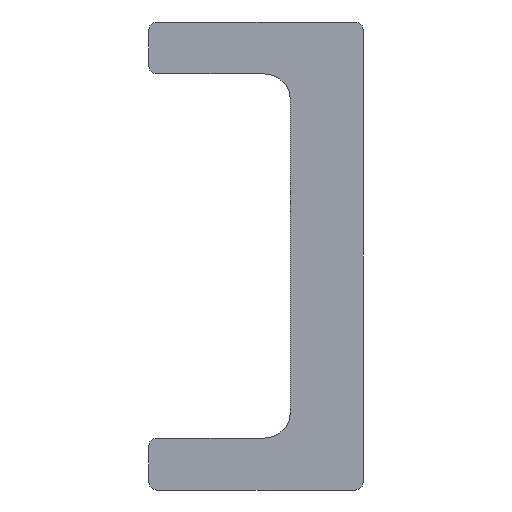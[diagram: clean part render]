
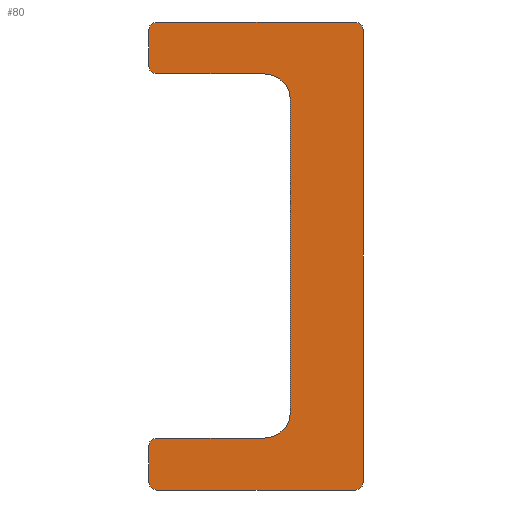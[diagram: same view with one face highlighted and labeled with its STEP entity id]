
A CAD part, front view. The second image highlights one B-rep face of the part: STEP entity #80.
In plain terms, the highlighted planar face has unit normal (0, -1, 0).
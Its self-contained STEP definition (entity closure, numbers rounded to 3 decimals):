
#80 = ADVANCED_FACE( '', ( #188 ), #189, .F. );
#188 = FACE_OUTER_BOUND( '', #349, .T. );
#189 = PLANE( '', #350 );
#349 = EDGE_LOOP( '', ( #531, #532, #533, #534, #535, #536, #537, #538, #539, #540, #541, #542, #543, #544, #545, #546 ) );
#350 = AXIS2_PLACEMENT_3D( '', #547, #548, #549 );
#531 = ORIENTED_EDGE( '', *, *, #811, .F. );
#532 = ORIENTED_EDGE( '', *, *, #794, .T. );
#533 = ORIENTED_EDGE( '', *, *, #812, .F. );
#534 = ORIENTED_EDGE( '', *, *, #813, .T. );
#535 = ORIENTED_EDGE( '', *, *, #814, .F. );
#536 = ORIENTED_EDGE( '', *, *, #815, .T. );
#537 = ORIENTED_EDGE( '', *, *, #784, .F. );
#538 = ORIENTED_EDGE( '', *, *, #816, .T. );
#539 = ORIENTED_EDGE( '', *, *, #817, .F. );
#540 = ORIENTED_EDGE( '', *, *, #818, .T. );
#541 = ORIENTED_EDGE( '', *, *, #819, .F. );
#542 = ORIENTED_EDGE( '', *, *, #820, .T. );
#543 = ORIENTED_EDGE( '', *, *, #821, .F. );
#544 = ORIENTED_EDGE( '', *, *, #822, .T. );
#545 = ORIENTED_EDGE( '', *, *, #802, .F. );
#546 = ORIENTED_EDGE( '', *, *, #823, .T. );
#547 = CARTESIAN_POINT( '', ( -4.125, 0., 9. ) );
#548 = DIRECTION( '', ( 0., 1., 0. ) );
#549 = DIRECTION( '', ( 0., 0., 1. ) );
#784 = EDGE_CURVE( '', #903, #905, #906, .T. );
#794 = EDGE_CURVE( '', #922, #920, #923, .F. );
#802 = EDGE_CURVE( '', #934, #936, #937, .T. );
#811 = EDGE_CURVE( '', #922, #950, #951, .T. );
#812 = EDGE_CURVE( '', #952, #920, #953, .T. );
#813 = EDGE_CURVE( '', #952, #954, #955, .F. );
#814 = EDGE_CURVE( '', #956, #954, #957, .T. );
#815 = EDGE_CURVE( '', #956, #905, #958, .F. );
#816 = EDGE_CURVE( '', #903, #959, #960, .T. );
#817 = EDGE_CURVE( '', #961, #959, #962, .T. );
#818 = EDGE_CURVE( '', #961, #963, #964, .T. );
#819 = EDGE_CURVE( '', #965, #963, #966, .T. );
#820 = EDGE_CURVE( '', #965, #967, #968, .F. );
#821 = EDGE_CURVE( '', #969, #967, #970, .T. );
#822 = EDGE_CURVE( '', #969, #936, #971, .F. );
#823 = EDGE_CURVE( '', #934, #950, #972, .F. );
#903 = VERTEX_POINT( '', #1082 );
#905 = VERTEX_POINT( '', #1085 );
#906 = LINE( '', #1086, #1087 );
#920 = VERTEX_POINT( '', #1102 );
#922 = VERTEX_POINT( '', #1105 );
#923 = CIRCLE( '', #1106, 0.3 );
#934 = VERTEX_POINT( '', #1119 );
#936 = VERTEX_POINT( '', #1122 );
#937 = LINE( '', #1123, #1124 );
#950 = VERTEX_POINT( '', #1138 );
#951 = LINE( '', #1139, #1140 );
#952 = VERTEX_POINT( '', #1141 );
#953 = LINE( '', #1142, #1143 );
#954 = VERTEX_POINT( '', #1144 );
#955 = CIRCLE( '', #1145, 0.3 );
#956 = VERTEX_POINT( '', #1146 );
#957 = LINE( '', #1147, #1148 );
#958 = CIRCLE( '', #1149, 0.3 );
#959 = VERTEX_POINT( '', #1150 );
#960 = CIRCLE( '', #1151, 1. );
#961 = VERTEX_POINT( '', #1152 );
#962 = LINE( '', #1153, #1154 );
#963 = VERTEX_POINT( '', #1155 );
#964 = CIRCLE( '', #1156, 1. );
#965 = VERTEX_POINT( '', #1157 );
#966 = LINE( '', #1158, #1159 );
#967 = VERTEX_POINT( '', #1160 );
#968 = CIRCLE( '', #1161, 0.3 );
#969 = VERTEX_POINT( '', #1162 );
#970 = LINE( '', #1163, #1164 );
#971 = CIRCLE( '', #1165, 0.3 );
#972 = CIRCLE( '', #1166, 0.3 );
#1082 = CARTESIAN_POINT( '', ( 0.325, 0., 7. ) );
#1085 = CARTESIAN_POINT( '', ( -3.825, 0., 7. ) );
#1086 = CARTESIAN_POINT( '', ( -4.125, 0., 7. ) );
#1087 = VECTOR( '', #1290, 1000. );
#1102 = CARTESIAN_POINT( '', ( 3.825, 0., 9. ) );
#1105 = CARTESIAN_POINT( '', ( 4.125, 0., 8.7 ) );
#1106 = AXIS2_PLACEMENT_3D( '', #1305, #1306, #1307 );
#1119 = CARTESIAN_POINT( '', ( 3.825, 0., -9. ) );
#1122 = CARTESIAN_POINT( '', ( -3.825, 0., -9. ) );
#1123 = CARTESIAN_POINT( '', ( 4.125, 0., -9. ) );
#1124 = VECTOR( '', #1317, 1000. );
#1138 = CARTESIAN_POINT( '', ( 4.125, 0., -8.7 ) );
#1139 = CARTESIAN_POINT( '', ( 4.125, 0., 9. ) );
#1140 = VECTOR( '', #1331, 1000. );
#1141 = CARTESIAN_POINT( '', ( -3.825, 0., 9. ) );
#1142 = CARTESIAN_POINT( '', ( -4.125, 0., 9. ) );
#1143 = VECTOR( '', #1332, 1000. );
#1144 = CARTESIAN_POINT( '', ( -4.125, 0., 8.7 ) );
#1145 = AXIS2_PLACEMENT_3D( '', #1333, #1334, #1335 );
#1146 = CARTESIAN_POINT( '', ( -4.125, 0., 7.3 ) );
#1147 = CARTESIAN_POINT( '', ( -4.125, 0., -9. ) );
#1148 = VECTOR( '', #1336, 1000. );
#1149 = AXIS2_PLACEMENT_3D( '', #1337, #1338, #1339 );
#1150 = CARTESIAN_POINT( '', ( 1.325, 0., 6. ) );
#1151 = AXIS2_PLACEMENT_3D( '', #1340, #1341, #1342 );
#1152 = CARTESIAN_POINT( '', ( 1.325, 0., -6. ) );
#1153 = CARTESIAN_POINT( '', ( 1.325, 0., 7. ) );
#1154 = VECTOR( '', #1343, 1000. );
#1155 = CARTESIAN_POINT( '', ( 0.325, 0., -7. ) );
#1156 = AXIS2_PLACEMENT_3D( '', #1344, #1345, #1346 );
#1157 = CARTESIAN_POINT( '', ( -3.825, 0., -7. ) );
#1158 = CARTESIAN_POINT( '', ( 1.325, 0., -7. ) );
#1159 = VECTOR( '', #1347, 1000. );
#1160 = CARTESIAN_POINT( '', ( -4.125, 0., -7.3 ) );
#1161 = AXIS2_PLACEMENT_3D( '', #1348, #1349, #1350 );
#1162 = CARTESIAN_POINT( '', ( -4.125, 0., -8.7 ) );
#1163 = CARTESIAN_POINT( '', ( -4.125, 0., -9. ) );
#1164 = VECTOR( '', #1351, 1000. );
#1165 = AXIS2_PLACEMENT_3D( '', #1352, #1353, #1354 );
#1166 = AXIS2_PLACEMENT_3D( '', #1355, #1356, #1357 );
#1290 = DIRECTION( '', ( -1., 0., 0. ) );
#1305 = CARTESIAN_POINT( '', ( 3.825, 0., 8.7 ) );
#1306 = DIRECTION( '', ( 0., 1., 0. ) );
#1307 = DIRECTION( '', ( 0., 0., 1. ) );
#1317 = DIRECTION( '', ( -1., 0., 0. ) );
#1331 = DIRECTION( '', ( 0., 0., -1. ) );
#1332 = DIRECTION( '', ( 1., 0., 0. ) );
#1333 = CARTESIAN_POINT( '', ( -3.825, 0., 8.7 ) );
#1334 = DIRECTION( '', ( 0., 1., 0. ) );
#1335 = DIRECTION( '', ( 0., 0., 1. ) );
#1336 = DIRECTION( '', ( 0., 0., 1. ) );
#1337 = CARTESIAN_POINT( '', ( -3.825, 0., 7.3 ) );
#1338 = DIRECTION( '', ( 0., 1., 0. ) );
#1339 = DIRECTION( '', ( 0., 0., 1. ) );
#1340 = CARTESIAN_POINT( '', ( 0.325, 0., 6. ) );
#1341 = DIRECTION( '', ( 0., 1., 0. ) );
#1342 = DIRECTION( '', ( 0., 0., 1. ) );
#1343 = DIRECTION( '', ( 0., 0., 1. ) );
#1344 = CARTESIAN_POINT( '', ( 0.325, 0., -6. ) );
#1345 = DIRECTION( '', ( 0., 1., 0. ) );
#1346 = DIRECTION( '', ( 0., 0., 1. ) );
#1347 = DIRECTION( '', ( 1., 0., 0. ) );
#1348 = CARTESIAN_POINT( '', ( -3.825, 0., -7.3 ) );
#1349 = DIRECTION( '', ( 0., 1., 0. ) );
#1350 = DIRECTION( '', ( 0., 0., 1. ) );
#1351 = DIRECTION( '', ( 0., 0., 1. ) );
#1352 = CARTESIAN_POINT( '', ( -3.825, 0., -8.7 ) );
#1353 = DIRECTION( '', ( 0., 1., 0. ) );
#1354 = DIRECTION( '', ( 0., 0., 1. ) );
#1355 = CARTESIAN_POINT( '', ( 3.825, 0., -8.7 ) );
#1356 = DIRECTION( '', ( 0., 1., 0. ) );
#1357 = DIRECTION( '', ( 0., 0., 1. ) );
